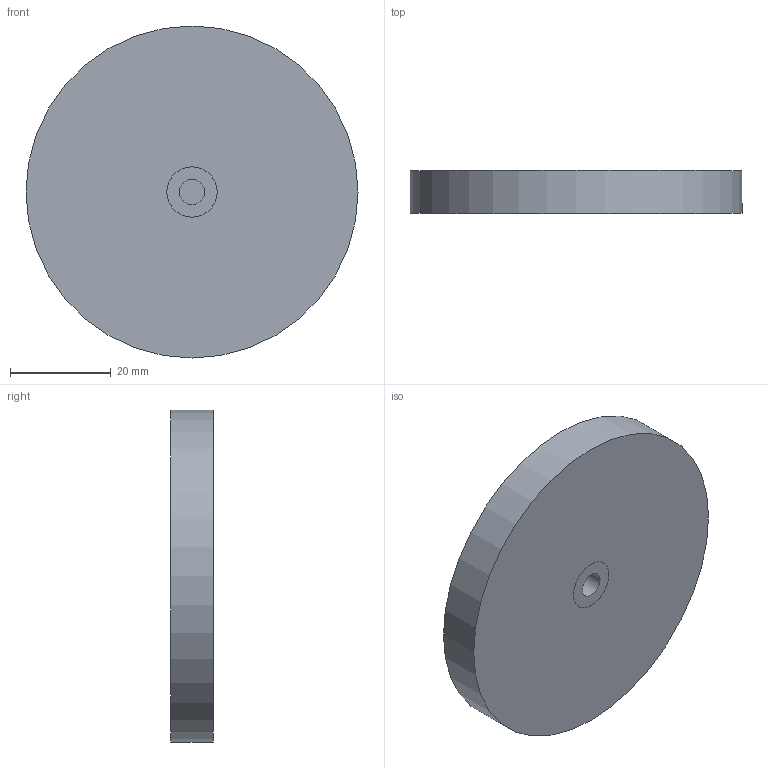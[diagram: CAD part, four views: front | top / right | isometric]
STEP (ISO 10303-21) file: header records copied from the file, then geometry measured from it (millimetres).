
FILE_DESCRIPTION(/* description */ (''),/* implementation_level */ '2;1');
FILE_NAME(/* name */ 'GM1756301 -.stp',/* time_stamp */ '2022-10-11T15:57:23+02:00',/* author */ ('rm'),/* organization */ (''),/* preprocessor_version */ 'ST-DEVELOPER v18.1',/* originating_system */ 'Autodesk Inventor 2021',/* authorisation */ '');
FILE_SCHEMA (('CONFIG_CONTROL_DESIGN'));
Length unit declared in the file: millimetre
Products named in the file (5): GM1756301; E0118716; E0118717; E0134178; E0134177
Assembly tree (9 placements, depth 2):
  GM1756301
    E0118716
    E0118717  x6
    E0134178
    E0134177
Bounding box: 66 x 8.5 x 66 mm (x, y, z)
Volume: 27099.9 mm3; surface area: 27042.1 mm2
Topology: 9 solids, 9 shells, 109 faces, 186 edges, 124 vertices
Faces by surface type: plane 59, cylinder 50
Full cylindrical faces by diameter (mm): 4 x12, 5 x1, 10 x3, 14 x30, 23.5 x1, 62.5 x2, 66 x1
Entity records: 2661 total; most frequent: DIRECTION 477, CARTESIAN_POINT 393, ORIENTED_EDGE 342, AXIS2_PLACEMENT_3D 198, EDGE_CURVE 171, EDGE_LOOP 151, VERTEX_POINT 114, FACE_OUTER_BOUND 94
